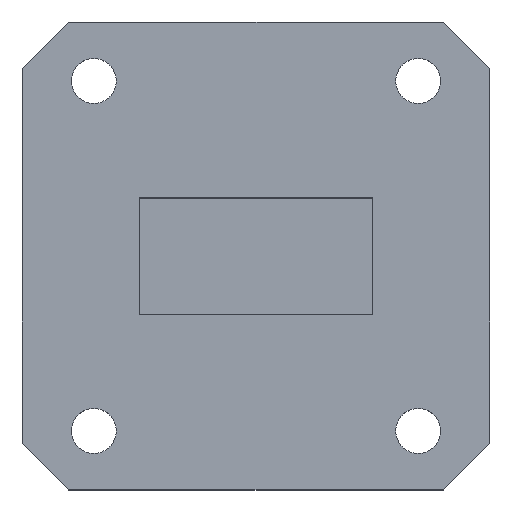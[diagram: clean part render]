
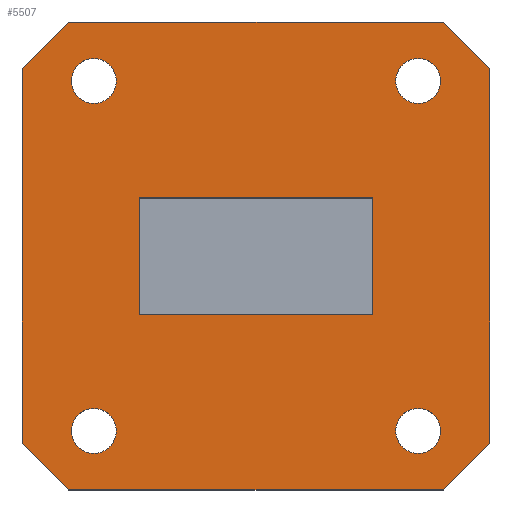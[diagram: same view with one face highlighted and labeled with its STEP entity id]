
A CAD part, top view. The second image highlights one B-rep face of the part: STEP entity #5507.
In plain terms, the highlighted planar face has unit normal (0, 0, 1).
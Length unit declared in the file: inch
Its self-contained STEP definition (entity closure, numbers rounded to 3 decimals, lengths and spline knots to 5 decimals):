
#108 = VECTOR ( 'NONE', #10143, 39.37008 ) ;
#212 = CARTESIAN_POINT ( 'NONE',  ( -0.75, 0.75, 0.625 ) ) ;
#399 = VERTEX_POINT ( 'NONE', #10669 ) ;
#584 = FACE_BOUND ( 'NONE', #6727, .T. ) ;
#863 = AXIS2_PLACEMENT_3D ( 'NONE', #8852, #12403, #5409 ) ;
#872 = VERTEX_POINT ( 'NONE', #4904 ) ;
#907 = VECTOR ( 'NONE', #8313, 39.37008 ) ;
#910 = CARTESIAN_POINT ( 'NONE',  ( 0.52, 0.561, 0.625 ) ) ;
#922 = CIRCLE ( 'NONE', #6504, 0.072 ) ;
#1019 = CARTESIAN_POINT ( 'NONE',  ( -0.375, 0.1875, 0.625 ) ) ;
#1073 = EDGE_CURVE ( 'NONE', #2039, #2039, #6998, .T. ) ;
#1088 = CARTESIAN_POINT ( 'NONE',  ( -0.675, -0.675, 0.625 ) ) ;
#1105 = EDGE_LOOP ( 'NONE', ( #3602 ) ) ;
#1270 = EDGE_CURVE ( 'NONE', #4595, #8899, #8637, .T. ) ;
#1466 = DIRECTION ( 'NONE',  ( 1., 0., 0. ) ) ;
#1599 = CARTESIAN_POINT ( 'NONE',  ( 0.375, -0.1875, 0.625 ) ) ;
#1603 = EDGE_LOOP ( 'NONE', ( #14895, #2836, #9028, #13240, #8997, #12155, #9278, #11886 ) ) ;
#1666 = VECTOR ( 'NONE', #2035, 39.37008 ) ;
#1708 = CARTESIAN_POINT ( 'NONE',  ( -0.375, -0.1875, 0.625 ) ) ;
#1711 = LINE ( 'NONE', #10120, #13842 ) ;
#1836 = LINE ( 'NONE', #6199, #907 ) ;
#1838 = ORIENTED_EDGE ( 'NONE', *, *, #6988, .F. ) ;
#1934 = DIRECTION ( 'NONE',  ( 1., 0., 0. ) ) ;
#2020 = VERTEX_POINT ( 'NONE', #3542 ) ;
#2035 = DIRECTION ( 'NONE',  ( -1., 0., 0. ) ) ;
#2039 = VERTEX_POINT ( 'NONE', #4011 ) ;
#2545 = EDGE_CURVE ( 'NONE', #14006, #14006, #3356, .T. ) ;
#2836 = ORIENTED_EDGE ( 'NONE', *, *, #9631, .T. ) ;
#2874 = DIRECTION ( 'NONE',  ( 1., 0., 0. ) ) ;
#3347 = CARTESIAN_POINT ( 'NONE',  ( 0.6, 0.75, 0.625 ) ) ;
#3356 = CIRCLE ( 'NONE', #863, 0.072 ) ;
#3542 = CARTESIAN_POINT ( 'NONE',  ( -0.375, 0.1875, 0.625 ) ) ;
#3602 = ORIENTED_EDGE ( 'NONE', *, *, #1073, .F. ) ;
#3865 = VERTEX_POINT ( 'NONE', #4989 ) ;
#4011 = CARTESIAN_POINT ( 'NONE',  ( -0.448, 0.561, 0.625 ) ) ;
#4038 = VERTEX_POINT ( 'NONE', #7637 ) ;
#4235 = VECTOR ( 'NONE', #2874, 39.37008 ) ;
#4256 = EDGE_CURVE ( 'NONE', #6080, #4595, #9499, .T. ) ;
#4284 = EDGE_CURVE ( 'NONE', #3865, #4878, #14024, .T. ) ;
#4547 = LINE ( 'NONE', #13282, #14686 ) ;
#4577 = LINE ( 'NONE', #12554, #11476 ) ;
#4595 = VERTEX_POINT ( 'NONE', #1599 ) ;
#4640 = ORIENTED_EDGE ( 'NONE', *, *, #1270, .F. ) ;
#4878 = VERTEX_POINT ( 'NONE', #5435 ) ;
#4904 = CARTESIAN_POINT ( 'NONE',  ( -0.6, -0.75, 0.625 ) ) ;
#4989 = CARTESIAN_POINT ( 'NONE',  ( -0.6, 0.75, 0.625 ) ) ;
#5105 = CARTESIAN_POINT ( 'NONE',  ( -0.675, 0.675, 0.625 ) ) ;
#5255 = EDGE_CURVE ( 'NONE', #9615, #10976, #4577, .T. ) ;
#5288 = VECTOR ( 'NONE', #9339, 39.37008 ) ;
#5409 = DIRECTION ( 'NONE',  ( 1., 0., 0. ) ) ;
#5435 = CARTESIAN_POINT ( 'NONE',  ( -0.75, 0.6, 0.625 ) ) ;
#5473 = CARTESIAN_POINT ( 'NONE',  ( 0.592, -0.561, 0.625 ) ) ;
#5507 = ADVANCED_FACE ( 'NONE', ( #13116, #584, #5671, #9480, #10393, #6921 ), #7187, .T. ) ;
#5532 = DIRECTION ( 'NONE',  ( 0.707, 0.707, 0. ) ) ;
#5539 = DIRECTION ( 'NONE',  ( 0., 0., 1. ) ) ;
#5671 = FACE_BOUND ( 'NONE', #13266, .T. ) ;
#5715 = AXIS2_PLACEMENT_3D ( 'NONE', #7080, #10592, #1466 ) ;
#5798 = ORIENTED_EDGE ( 'NONE', *, *, #13512, .F. ) ;
#6080 = VERTEX_POINT ( 'NONE', #14201 ) ;
#6199 = CARTESIAN_POINT ( 'NONE',  ( -0.75, -0.75, 0.625 ) ) ;
#6461 = LINE ( 'NONE', #12453, #10830 ) ;
#6504 = AXIS2_PLACEMENT_3D ( 'NONE', #12333, #8682, #1934 ) ;
#6523 = CARTESIAN_POINT ( 'NONE',  ( -0.52, 0.561, 0.625 ) ) ;
#6534 = EDGE_LOOP ( 'NONE', ( #8967, #4640, #13801, #5798 ) ) ;
#6575 = CARTESIAN_POINT ( 'NONE',  ( 0.6, -0.75, 0.625 ) ) ;
#6626 = DIRECTION ( 'NONE',  ( 0., -1., 0. ) ) ;
#6727 = EDGE_LOOP ( 'NONE', ( #12325 ) ) ;
#6921 = FACE_OUTER_BOUND ( 'NONE', #1603, .T. ) ;
#6968 = EDGE_CURVE ( 'NONE', #399, #872, #11448, .T. ) ;
#6988 = EDGE_CURVE ( 'NONE', #8404, #8404, #922, .T. ) ;
#6998 = CIRCLE ( 'NONE', #14861, 0.072 ) ;
#7080 = CARTESIAN_POINT ( 'NONE',  ( 0., 0., 0.625 ) ) ;
#7157 = EDGE_CURVE ( 'NONE', #8899, #2020, #7811, .T. ) ;
#7187 = PLANE ( 'NONE',  #5715 ) ;
#7254 = DIRECTION ( 'NONE',  ( -1., 0., 0. ) ) ;
#7486 = DIRECTION ( 'NONE',  ( 0., -1., 0. ) ) ;
#7564 = DIRECTION ( 'NONE',  ( 1., 0., 0. ) ) ;
#7566 = EDGE_CURVE ( 'NONE', #872, #13203, #1836, .T. ) ;
#7637 = CARTESIAN_POINT ( 'NONE',  ( 0.592, 0.561, 0.625 ) ) ;
#7658 = EDGE_CURVE ( 'NONE', #4878, #399, #4547, .T. ) ;
#7811 = LINE ( 'NONE', #1019, #1666 ) ;
#7853 = VECTOR ( 'NONE', #8699, 39.37008 ) ;
#8168 = CARTESIAN_POINT ( 'NONE',  ( 0.375, -0.1875, 0.625 ) ) ;
#8313 = DIRECTION ( 'NONE',  ( 1., 0., 0. ) ) ;
#8404 = VERTEX_POINT ( 'NONE', #8958 ) ;
#8637 = LINE ( 'NONE', #8168, #108 ) ;
#8682 = DIRECTION ( 'NONE',  ( 0., 0., 1. ) ) ;
#8684 = VECTOR ( 'NONE', #5532, 39.37008 ) ;
#8699 = DIRECTION ( 'NONE',  ( -0.707, -0.707, 0. ) ) ;
#8852 = CARTESIAN_POINT ( 'NONE',  ( 0.52, -0.561, 0.625 ) ) ;
#8899 = VERTEX_POINT ( 'NONE', #9050 ) ;
#8920 = EDGE_LOOP ( 'NONE', ( #1838 ) ) ;
#8958 = CARTESIAN_POINT ( 'NONE',  ( -0.448, -0.561, 0.625 ) ) ;
#8967 = ORIENTED_EDGE ( 'NONE', *, *, #7157, .F. ) ;
#8997 = ORIENTED_EDGE ( 'NONE', *, *, #11089, .T. ) ;
#9019 = VECTOR ( 'NONE', #7254, 39.37008 ) ;
#9023 = VERTEX_POINT ( 'NONE', #3347 ) ;
#9028 = ORIENTED_EDGE ( 'NONE', *, *, #5255, .T. ) ;
#9050 = CARTESIAN_POINT ( 'NONE',  ( 0.375, 0.1875, 0.625 ) ) ;
#9073 = DIRECTION ( 'NONE',  ( 1., 0., 0. ) ) ;
#9278 = ORIENTED_EDGE ( 'NONE', *, *, #7658, .T. ) ;
#9339 = DIRECTION ( 'NONE',  ( 0.707, -0.707, 0. ) ) ;
#9372 = CARTESIAN_POINT ( 'NONE',  ( 0.75, -0.6, 0.625 ) ) ;
#9480 = FACE_BOUND ( 'NONE', #8920, .T. ) ;
#9499 = LINE ( 'NONE', #1708, #4235 ) ;
#9615 = VERTEX_POINT ( 'NONE', #9372 ) ;
#9631 = EDGE_CURVE ( 'NONE', #13203, #9615, #10504, .T. ) ;
#9981 = CARTESIAN_POINT ( 'NONE',  ( 0.75, 0.6, 0.625 ) ) ;
#10120 = CARTESIAN_POINT ( 'NONE',  ( -0.375, -0.1875, 0.625 ) ) ;
#10143 = DIRECTION ( 'NONE',  ( 0., 1., 0. ) ) ;
#10393 = FACE_BOUND ( 'NONE', #6534, .T. ) ;
#10504 = LINE ( 'NONE', #14775, #8684 ) ;
#10592 = DIRECTION ( 'NONE',  ( 0., 0., 1. ) ) ;
#10669 = CARTESIAN_POINT ( 'NONE',  ( -0.75, -0.6, 0.625 ) ) ;
#10830 = VECTOR ( 'NONE', #11243, 39.37008 ) ;
#10976 = VERTEX_POINT ( 'NONE', #9981 ) ;
#11089 = EDGE_CURVE ( 'NONE', #9023, #3865, #12112, .T. ) ;
#11243 = DIRECTION ( 'NONE',  ( -0.707, 0.707, 0. ) ) ;
#11448 = LINE ( 'NONE', #1088, #5288 ) ;
#11476 = VECTOR ( 'NONE', #12366, 39.37008 ) ;
#11886 = ORIENTED_EDGE ( 'NONE', *, *, #6968, .T. ) ;
#12085 = EDGE_CURVE ( 'NONE', #10976, #9023, #6461, .T. ) ;
#12112 = LINE ( 'NONE', #212, #9019 ) ;
#12142 = AXIS2_PLACEMENT_3D ( 'NONE', #910, #5539, #9073 ) ;
#12155 = ORIENTED_EDGE ( 'NONE', *, *, #4284, .T. ) ;
#12325 = ORIENTED_EDGE ( 'NONE', *, *, #14077, .F. ) ;
#12333 = CARTESIAN_POINT ( 'NONE',  ( -0.52, -0.561, 0.625 ) ) ;
#12366 = DIRECTION ( 'NONE',  ( 0., 1., 0. ) ) ;
#12403 = DIRECTION ( 'NONE',  ( 0., 0., 1. ) ) ;
#12453 = CARTESIAN_POINT ( 'NONE',  ( 0.675, 0.675, 0.625 ) ) ;
#12554 = CARTESIAN_POINT ( 'NONE',  ( 0.75, -0.75, 0.625 ) ) ;
#13116 = FACE_BOUND ( 'NONE', #1105, .T. ) ;
#13203 = VERTEX_POINT ( 'NONE', #6575 ) ;
#13240 = ORIENTED_EDGE ( 'NONE', *, *, #12085, .T. ) ;
#13266 = EDGE_LOOP ( 'NONE', ( #14425 ) ) ;
#13282 = CARTESIAN_POINT ( 'NONE',  ( -0.75, -0.75, 0.625 ) ) ;
#13468 = DIRECTION ( 'NONE',  ( 0., 0., 1. ) ) ;
#13512 = EDGE_CURVE ( 'NONE', #2020, #6080, #1711, .T. ) ;
#13801 = ORIENTED_EDGE ( 'NONE', *, *, #4256, .F. ) ;
#13842 = VECTOR ( 'NONE', #6626, 39.37008 ) ;
#14006 = VERTEX_POINT ( 'NONE', #5473 ) ;
#14024 = LINE ( 'NONE', #5105, #7853 ) ;
#14077 = EDGE_CURVE ( 'NONE', #4038, #4038, #14569, .T. ) ;
#14201 = CARTESIAN_POINT ( 'NONE',  ( -0.375, -0.1875, 0.625 ) ) ;
#14425 = ORIENTED_EDGE ( 'NONE', *, *, #2545, .F. ) ;
#14569 = CIRCLE ( 'NONE', #12142, 0.072 ) ;
#14686 = VECTOR ( 'NONE', #7486, 39.37008 ) ;
#14775 = CARTESIAN_POINT ( 'NONE',  ( 0.675, -0.675, 0.625 ) ) ;
#14861 = AXIS2_PLACEMENT_3D ( 'NONE', #6523, #13468, #7564 ) ;
#14895 = ORIENTED_EDGE ( 'NONE', *, *, #7566, .T. ) ;
